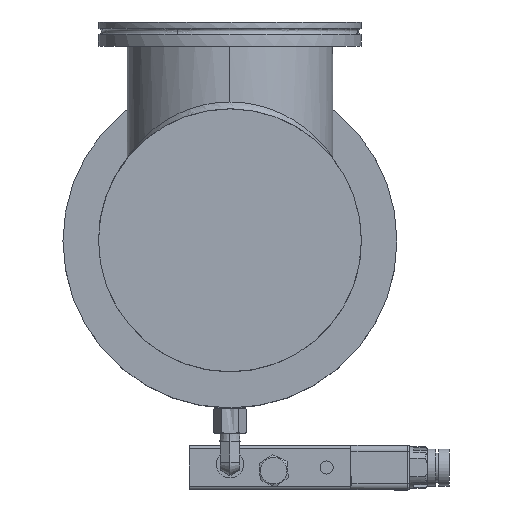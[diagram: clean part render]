
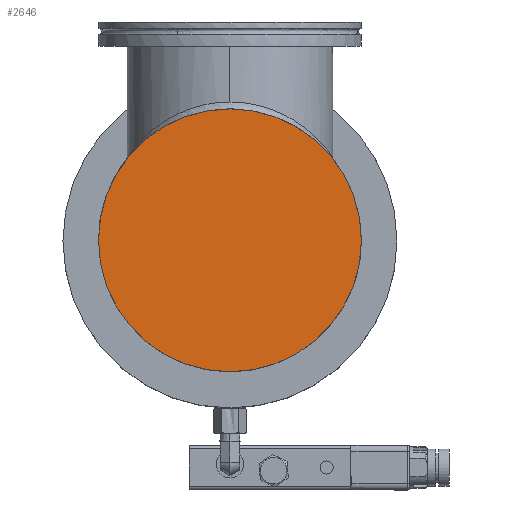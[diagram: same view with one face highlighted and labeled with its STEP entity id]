
A CAD part, top view. The second image highlights one B-rep face of the part: STEP entity #2646.
In plain terms, the highlighted planar face has unit normal (0, 0, 1).
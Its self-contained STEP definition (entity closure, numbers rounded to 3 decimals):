
#16 = DIRECTION ( 'NONE',  ( 0., 0., 1. ) ) ;
#97 = VERTEX_POINT ( 'NONE', #12289 ) ;
#687 = CARTESIAN_POINT ( 'NONE',  ( -65., 0., 188.99 ) ) ;
#1082 = VERTEX_POINT ( 'NONE', #687 ) ;
#1100 = DIRECTION ( 'NONE',  ( 1., 0., 0. ) ) ;
#1829 = DIRECTION ( 'NONE',  ( 0., 0., -1. ) ) ;
#1920 = CARTESIAN_POINT ( 'NONE',  ( 0., 0., 188.99 ) ) ;
#2646 = ADVANCED_FACE ( 'NONE', ( #8799 ), #5273, .T. ) ;
#4170 = EDGE_LOOP ( 'NONE', ( #7068, #7667 ) ) ;
#4277 = CARTESIAN_POINT ( 'NONE',  ( 0., 0., 188.99 ) ) ;
#4355 = AXIS2_PLACEMENT_3D ( 'NONE', #4277, #13850, #8612 ) ;
#4516 = CIRCLE ( 'NONE', #4355, 65. ) ;
#5273 = PLANE ( 'NONE',  #7626 ) ;
#6567 = CIRCLE ( 'NONE', #12650, 65. ) ;
#7068 = ORIENTED_EDGE ( 'NONE', *, *, #10344, .F. ) ;
#7626 = AXIS2_PLACEMENT_3D ( 'NONE', #8480, #16, #1100 ) ;
#7667 = ORIENTED_EDGE ( 'NONE', *, *, #8088, .F. ) ;
#8088 = EDGE_CURVE ( 'NONE', #1082, #97, #4516, .T. ) ;
#8480 = CARTESIAN_POINT ( 'NONE',  ( 45.659, 36.05, 188.99 ) ) ;
#8612 = DIRECTION ( 'NONE',  ( 1., 0., 0. ) ) ;
#8799 = FACE_OUTER_BOUND ( 'NONE', #4170, .T. ) ;
#9427 = DIRECTION ( 'NONE',  ( 1., 0., 0. ) ) ;
#10344 = EDGE_CURVE ( 'NONE', #97, #1082, #6567, .T. ) ;
#12289 = CARTESIAN_POINT ( 'NONE',  ( 65., 0., 188.99 ) ) ;
#12650 = AXIS2_PLACEMENT_3D ( 'NONE', #1920, #1829, #9427 ) ;
#13850 = DIRECTION ( 'NONE',  ( 0., 0., -1. ) ) ;
